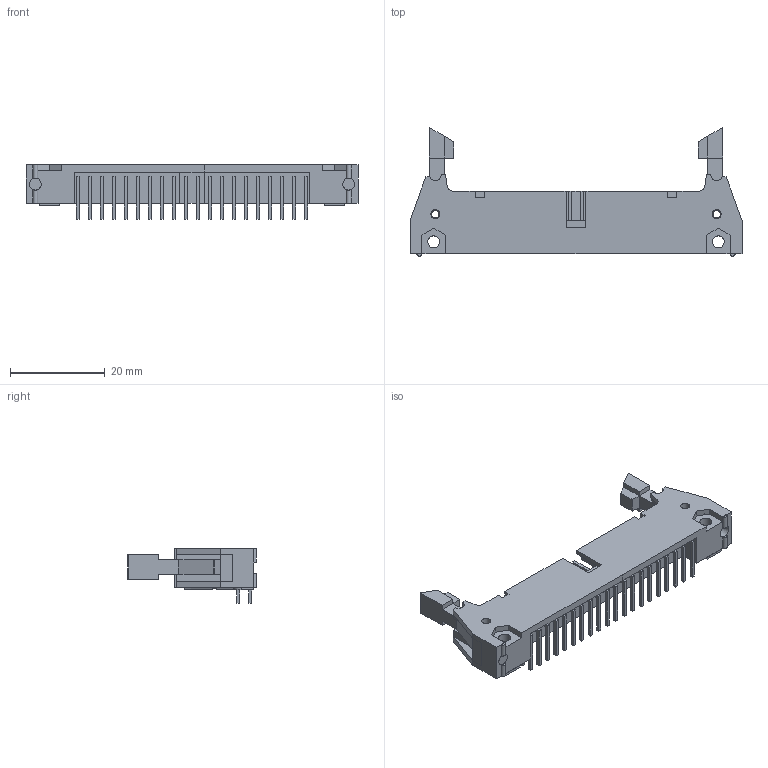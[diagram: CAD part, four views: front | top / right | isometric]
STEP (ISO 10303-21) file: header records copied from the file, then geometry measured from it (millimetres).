
FILE_DESCRIPTION(/* description */ (''),/* implementation_level */ '2;1');
FILE_NAME(/* name */ '3M_N3432-5302RB_a.stp',/* time_stamp */ '2015-12-09T15:07:23+01:00',/* author */ ('riccim'),/* organization */ (''),/* preprocessor_version */ 'ST-DEVELOPER v15.5',/* originating_system */ 'AutoCAD Mechanical',/* authorisation */ '');
FILE_SCHEMA (('AUTOMOTIVE_DESIGN { 1 0 10303 214 3 1 1 }'));
Length unit declared in the file: millimetre
Products named in the file (1): Product
Bounding box: 70.1 x 27.18 x 11.48 mm (x, y, z)
Volume: 4252.3 mm3; surface area: 7151 mm2
Topology: 92 solids, 92 shells, 770 faces, 1746 edges, 1162 vertices
Faces by surface type: plane 720, cylinder 50
Full cylindrical faces by diameter (mm): 1.575 x4, 1.904 x1, 2.54 x7
Entity records: 21183 total; most frequent: CARTESIAN_POINT 3857, ORIENTED_EDGE 3456, DIRECTION 3322, EDGE_CURVE 1728, LINE 1608, VECTOR 1608, VERTEX_POINT 1156, AXIS2_PLACEMENT_3D 857
